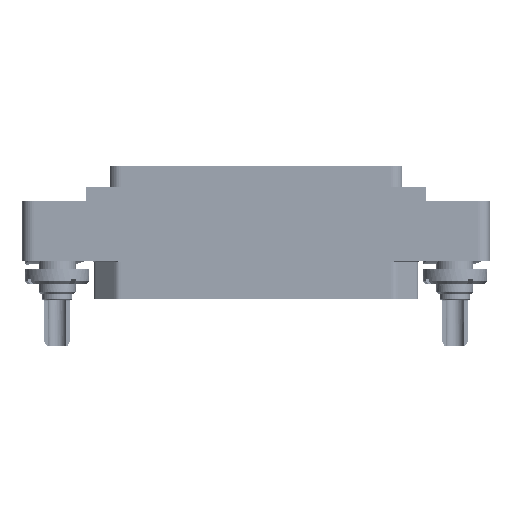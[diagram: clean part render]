
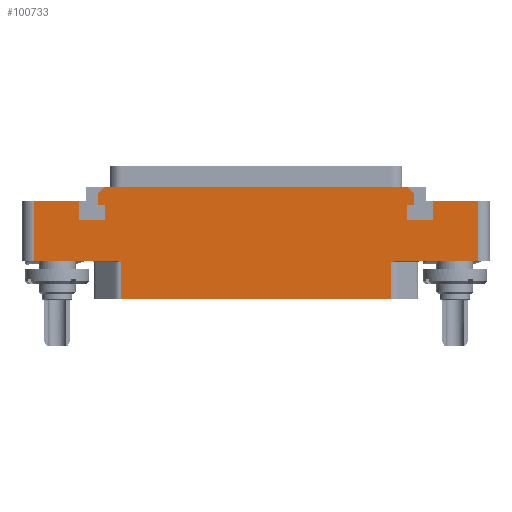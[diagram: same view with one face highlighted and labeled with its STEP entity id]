
A CAD part, top view. The second image highlights one B-rep face of the part: STEP entity #100733.
In plain terms, the highlighted planar face has unit normal (0, 0, 1).
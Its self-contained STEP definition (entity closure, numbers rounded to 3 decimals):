
#2011=DIRECTION('',(-1.,0.,0.));
#2012=VECTOR('',#2011,46.236);
#2013=CARTESIAN_POINT('',(23.118,-6.5,7.));
#2014=LINE('',#2013,#2012);
#2102=DIRECTION('',(1.,0.,0.));
#2103=VECTOR('',#2102,14.082);
#2104=CARTESIAN_POINT('',(-38.,0.,7.));
#2105=LINE('',#2104,#2103);
#5538=DIRECTION('',(0.,-1.,0.));
#5539=VECTOR('',#5538,10.25);
#5540=CARTESIAN_POINT('',(-38.,10.25,7.));
#5541=LINE('',#5540,#5539);
#5556=DIRECTION('',(1.,0.,0.));
#5557=VECTOR('',#5556,7.8);
#5558=CARTESIAN_POINT('',(-38.,10.25,7.));
#5559=LINE('',#5558,#5557);
#5560=DIRECTION('',(0.,-1.,0.));
#5561=VECTOR('',#5560,3.2);
#5562=CARTESIAN_POINT('',(-30.2,10.25,7.));
#5563=LINE('',#5562,#5561);
#5564=DIRECTION('',(1.,0.,0.));
#5565=VECTOR('',#5564,4.4);
#5566=CARTESIAN_POINT('',(-30.2,7.05,7.));
#5567=LINE('',#5566,#5565);
#5568=DIRECTION('',(0.,1.,0.));
#5569=VECTOR('',#5568,2.6);
#5570=CARTESIAN_POINT('',(-25.8,7.05,7.));
#5571=LINE('',#5570,#5569);
#5572=DIRECTION('',(-1.,0.,0.));
#5573=VECTOR('',#5572,1.2);
#5574=CARTESIAN_POINT('',(-25.8,9.65,7.));
#5575=LINE('',#5574,#5573);
#5576=DIRECTION('',(0.,-1.,0.));
#5577=VECTOR('',#5576,1.9);
#5578=CARTESIAN_POINT('',(-27.,11.55,7.));
#5579=LINE('',#5578,#5577);
#5580=DIRECTION('',(1.,0.,0.));
#5581=VECTOR('',#5580,51.6);
#5582=CARTESIAN_POINT('',(-25.8,12.75,7.));
#5583=LINE('',#5582,#5581);
#5584=DIRECTION('',(0.,-1.,0.));
#5585=VECTOR('',#5584,1.9);
#5586=CARTESIAN_POINT('',(27.,11.55,7.));
#5587=LINE('',#5586,#5585);
#5588=DIRECTION('',(-1.,0.,0.));
#5589=VECTOR('',#5588,1.2);
#5590=CARTESIAN_POINT('',(27.,9.65,7.));
#5591=LINE('',#5590,#5589);
#5592=DIRECTION('',(0.,-1.,0.));
#5593=VECTOR('',#5592,2.6);
#5594=CARTESIAN_POINT('',(25.8,9.65,7.));
#5595=LINE('',#5594,#5593);
#5596=DIRECTION('',(1.,0.,0.));
#5597=VECTOR('',#5596,4.4);
#5598=CARTESIAN_POINT('',(25.8,7.05,7.));
#5599=LINE('',#5598,#5597);
#5600=DIRECTION('',(0.,1.,0.));
#5601=VECTOR('',#5600,3.2);
#5602=CARTESIAN_POINT('',(30.2,7.05,7.));
#5603=LINE('',#5602,#5601);
#5604=DIRECTION('',(1.,0.,0.));
#5605=VECTOR('',#5604,7.8);
#5606=CARTESIAN_POINT('',(30.2,10.25,7.));
#5607=LINE('',#5606,#5605);
#5664=DIRECTION('',(1.,0.,0.));
#5665=VECTOR('',#5664,14.082);
#5666=CARTESIAN_POINT('',(23.918,0.,7.));
#5667=LINE('',#5666,#5665);
#9111=DIRECTION('',(0.,1.,0.));
#9112=VECTOR('',#9111,10.25);
#9113=CARTESIAN_POINT('',(38.,0.,7.));
#9114=LINE('',#9113,#9112);
#9157=DIRECTION('',(0.707,-0.707,0.));
#9158=VECTOR('',#9157,1.697);
#9159=CARTESIAN_POINT('',(25.8,12.75,7.));
#9160=LINE('',#9159,#9158);
#11744=CARTESIAN_POINT('',(23.118,-0.2,7.));
#11745=CARTESIAN_POINT('',(23.14,-0.192,7.));
#11746=CARTESIAN_POINT('',(23.184,-0.176,7.));
#11747=CARTESIAN_POINT('',(23.251,-0.152,7.));
#11748=CARTESIAN_POINT('',(23.318,-0.128,7.));
#11749=CARTESIAN_POINT('',(23.385,-0.106,7.));
#11750=CARTESIAN_POINT('',(23.451,-0.085,7.));
#11751=CARTESIAN_POINT('',(23.515,-0.066,7.));
#11752=CARTESIAN_POINT('',(23.577,-0.049,7.));
#11753=CARTESIAN_POINT('',(23.636,-0.035,7.));
#11754=CARTESIAN_POINT('',(23.688,-0.024,7.));
#11755=CARTESIAN_POINT('',(23.734,-0.016,7.));
#11756=CARTESIAN_POINT('',(23.776,-0.01,7.));
#11757=CARTESIAN_POINT('',(23.814,-0.005,7.));
#11758=CARTESIAN_POINT('',(23.85,-0.002,7.));
#11759=CARTESIAN_POINT('',(23.884,0.,7.));
#11760=CARTESIAN_POINT('',(23.907,0.,7.));
#11761=CARTESIAN_POINT('',(23.918,0.,7.));
#11777=DIRECTION('',(0.,1.,0.));
#11778=VECTOR('',#11777,6.3);
#11779=CARTESIAN_POINT('',(23.118,-6.5,7.));
#11780=LINE('',#11779,#11778);
#11781=DIRECTION('',(0.,1.,0.));
#11782=VECTOR('',#11781,6.3);
#11783=CARTESIAN_POINT('',(-23.118,-6.5,7.));
#11784=LINE('',#11783,#11782);
#11809=CARTESIAN_POINT('',(-23.918,0.,7.));
#11810=CARTESIAN_POINT('',(-23.907,0.,7.));
#11811=CARTESIAN_POINT('',(-23.884,0.,7.));
#11812=CARTESIAN_POINT('',(-23.85,-0.002,7.));
#11813=CARTESIAN_POINT('',(-23.814,-0.005,7.));
#11814=CARTESIAN_POINT('',(-23.776,-0.01,7.));
#11815=CARTESIAN_POINT('',(-23.734,-0.016,7.));
#11816=CARTESIAN_POINT('',(-23.688,-0.024,7.));
#11817=CARTESIAN_POINT('',(-23.636,-0.035,7.));
#11818=CARTESIAN_POINT('',(-23.577,-0.049,7.));
#11819=CARTESIAN_POINT('',(-23.515,-0.066,7.));
#11820=CARTESIAN_POINT('',(-23.451,-0.085,7.));
#11821=CARTESIAN_POINT('',(-23.385,-0.106,7.));
#11822=CARTESIAN_POINT('',(-23.318,-0.128,7.));
#11823=CARTESIAN_POINT('',(-23.251,-0.152,7.));
#11824=CARTESIAN_POINT('',(-23.184,-0.176,7.));
#11825=CARTESIAN_POINT('',(-23.14,-0.192,7.));
#11826=CARTESIAN_POINT('',(-23.118,-0.2,7.));
#11988=DIRECTION('',(-0.707,-0.707,0.));
#11989=VECTOR('',#11988,1.697);
#11990=CARTESIAN_POINT('',(-25.8,12.75,7.));
#11991=LINE('',#11990,#11989);
#82218=CARTESIAN_POINT('',(-30.2,10.25,7.));
#82219=CARTESIAN_POINT('',(-30.2,7.05,7.));
#82220=VERTEX_POINT('',#82218);
#82221=VERTEX_POINT('',#82219);
#82222=CARTESIAN_POINT('',(-25.8,7.05,7.));
#82223=VERTEX_POINT('',#82222);
#82224=CARTESIAN_POINT('',(-25.8,9.65,7.));
#82225=VERTEX_POINT('',#82224);
#82226=CARTESIAN_POINT('',(-27.,9.65,7.));
#82227=VERTEX_POINT('',#82226);
#82228=CARTESIAN_POINT('',(27.,9.65,7.));
#82229=CARTESIAN_POINT('',(25.8,9.65,7.));
#82230=VERTEX_POINT('',#82228);
#82231=VERTEX_POINT('',#82229);
#82232=CARTESIAN_POINT('',(25.8,7.05,7.));
#82233=VERTEX_POINT('',#82232);
#82234=CARTESIAN_POINT('',(30.2,7.05,7.));
#82235=VERTEX_POINT('',#82234);
#82236=CARTESIAN_POINT('',(30.2,10.25,7.));
#82237=VERTEX_POINT('',#82236);
#82242=CARTESIAN_POINT('',(-27.,11.55,7.));
#82244=VERTEX_POINT('',#82242);
#82246=CARTESIAN_POINT('',(-25.8,12.75,7.));
#82247=VERTEX_POINT('',#82246);
#82248=CARTESIAN_POINT('',(27.,11.55,7.));
#82250=VERTEX_POINT('',#82248);
#82252=CARTESIAN_POINT('',(25.8,12.75,7.));
#82253=VERTEX_POINT('',#82252);
#82330=CARTESIAN_POINT('',(38.,0.,7.));
#82331=CARTESIAN_POINT('',(38.,10.25,7.));
#82332=VERTEX_POINT('',#82330);
#82333=VERTEX_POINT('',#82331);
#82338=CARTESIAN_POINT('',(-38.,10.25,7.));
#82339=CARTESIAN_POINT('',(-38.,0.,7.));
#82340=VERTEX_POINT('',#82338);
#82341=VERTEX_POINT('',#82339);
#82563=CARTESIAN_POINT('',(23.118,-6.5,7.));
#82565=VERTEX_POINT('',#82563);
#82566=CARTESIAN_POINT('',(-23.118,-6.5,7.));
#82568=VERTEX_POINT('',#82566);
#82598=CARTESIAN_POINT('',(-23.118,-0.2,7.));
#82599=VERTEX_POINT('',#82598);
#82600=CARTESIAN_POINT('',(-23.918,0.,7.));
#82601=VERTEX_POINT('',#82600);
#82602=CARTESIAN_POINT('',(23.118,-0.2,7.));
#82604=VERTEX_POINT('',#82602);
#82606=CARTESIAN_POINT('',(23.918,0.,7.));
#82608=VERTEX_POINT('',#82606);
#100683=CARTESIAN_POINT('',(0.,0.,7.));
#100684=DIRECTION('',(0.,0.,-1.));
#100685=DIRECTION('',(-1.,0.,0.));
#100686=AXIS2_PLACEMENT_3D('',#100683,#100684,#100685);
#100687=PLANE('',#100686);
#100689=ORIENTED_EDGE('',*,*,#100688,.F.);
#100691=ORIENTED_EDGE('',*,*,#100690,.F.);
#100693=ORIENTED_EDGE('',*,*,#100692,.F.);
#100694=ORIENTED_EDGE('',*,*,#98593,.T.);
#100696=ORIENTED_EDGE('',*,*,#100695,.T.);
#100698=ORIENTED_EDGE('',*,*,#100697,.F.);
#100699=ORIENTED_EDGE('',*,*,#98674,.F.);
#100700=ORIENTED_EDGE('',*,*,#100675,.F.);
#100701=ORIENTED_EDGE('',*,*,#100621,.T.);
#100703=ORIENTED_EDGE('',*,*,#100702,.T.);
#100705=ORIENTED_EDGE('',*,*,#100704,.T.);
#100707=ORIENTED_EDGE('',*,*,#100706,.T.);
#100709=ORIENTED_EDGE('',*,*,#100708,.T.);
#100711=ORIENTED_EDGE('',*,*,#100710,.F.);
#100713=ORIENTED_EDGE('',*,*,#100712,.F.);
#100714=ORIENTED_EDGE('',*,*,#98336,.T.);
#100716=ORIENTED_EDGE('',*,*,#100715,.T.);
#100718=ORIENTED_EDGE('',*,*,#100717,.T.);
#100720=ORIENTED_EDGE('',*,*,#100719,.T.);
#100722=ORIENTED_EDGE('',*,*,#100721,.T.);
#100724=ORIENTED_EDGE('',*,*,#100723,.T.);
#100726=ORIENTED_EDGE('',*,*,#100725,.T.);
#100728=ORIENTED_EDGE('',*,*,#100727,.T.);
#100730=ORIENTED_EDGE('',*,*,#100729,.F.);
#100731=EDGE_LOOP('',(#100689,#100691,#100693,#100694,#100696,#100698,#100699,
#100700,#100701,#100703,#100705,#100707,#100709,#100711,#100713,#100714,#100716,
#100718,#100720,#100722,#100724,#100726,#100728,#100730));
#100732=FACE_OUTER_BOUND('',#100731,.F.);
#100733=ADVANCED_FACE('',(#100732),#100687,.F.);
#11762=B_SPLINE_CURVE_WITH_KNOTS('',3,(#11744,#11745,#11746,#11747,#11748,
#11749,#11750,#11751,#11752,#11753,#11754,#11755,#11756,#11757,#11758,#11759,
#11760,#11761),.UNSPECIFIED.,.F.,.F.,(4,1,1,1,1,1,1,1,1,1,1,1,1,1,1,4),(0.,
0.067,0.133,0.2,0.267,0.333,
0.4,0.467,0.533,0.6,0.667,
0.733,0.8,0.867,0.933,1.),
.UNSPECIFIED.);
#11827=B_SPLINE_CURVE_WITH_KNOTS('',3,(#11809,#11810,#11811,#11812,#11813,
#11814,#11815,#11816,#11817,#11818,#11819,#11820,#11821,#11822,#11823,#11824,
#11825,#11826),.UNSPECIFIED.,.F.,.F.,(4,1,1,1,1,1,1,1,1,1,1,1,1,1,1,4),(0.,
0.067,0.133,0.2,0.267,0.333,
0.4,0.467,0.533,0.6,0.667,
0.733,0.8,0.867,0.933,1.),
.UNSPECIFIED.);
#98336=EDGE_CURVE('',#82247,#82253,#5583,.T.);
#98593=EDGE_CURVE('',#82565,#82568,#2014,.T.);
#98674=EDGE_CURVE('',#82341,#82601,#2105,.T.);
#100621=EDGE_CURVE('',#82340,#82220,#5559,.T.);
#100675=EDGE_CURVE('',#82340,#82341,#5541,.T.);
#100688=EDGE_CURVE('',#82608,#82332,#5667,.T.);
#100690=EDGE_CURVE('',#82604,#82608,#11762,.T.);
#100692=EDGE_CURVE('',#82565,#82604,#11780,.T.);
#100695=EDGE_CURVE('',#82568,#82599,#11784,.T.);
#100697=EDGE_CURVE('',#82601,#82599,#11827,.T.);
#100702=EDGE_CURVE('',#82220,#82221,#5563,.T.);
#100704=EDGE_CURVE('',#82221,#82223,#5567,.T.);
#100706=EDGE_CURVE('',#82223,#82225,#5571,.T.);
#100708=EDGE_CURVE('',#82225,#82227,#5575,.T.);
#100710=EDGE_CURVE('',#82244,#82227,#5579,.T.);
#100712=EDGE_CURVE('',#82247,#82244,#11991,.T.);
#100715=EDGE_CURVE('',#82253,#82250,#9160,.T.);
#100717=EDGE_CURVE('',#82250,#82230,#5587,.T.);
#100719=EDGE_CURVE('',#82230,#82231,#5591,.T.);
#100721=EDGE_CURVE('',#82231,#82233,#5595,.T.);
#100723=EDGE_CURVE('',#82233,#82235,#5599,.T.);
#100725=EDGE_CURVE('',#82235,#82237,#5603,.T.);
#100727=EDGE_CURVE('',#82237,#82333,#5607,.T.);
#100729=EDGE_CURVE('',#82332,#82333,#9114,.T.);
